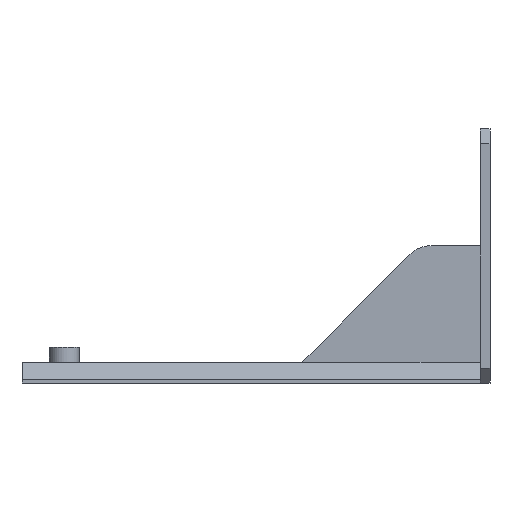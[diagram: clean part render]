
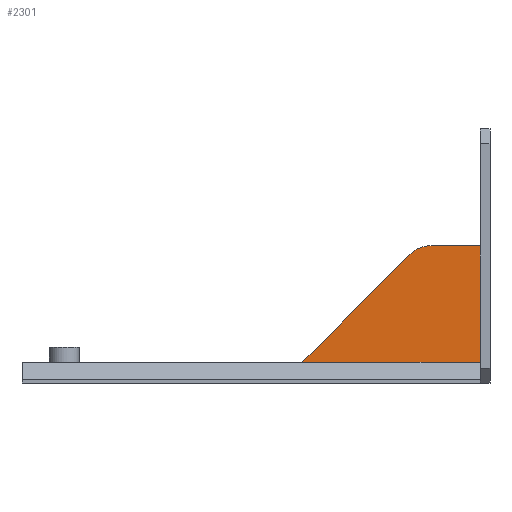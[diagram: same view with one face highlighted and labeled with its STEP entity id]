
A CAD part, front view. The second image highlights one B-rep face of the part: STEP entity #2301.
In plain terms, the highlighted planar face has unit normal (0, -1, 0).
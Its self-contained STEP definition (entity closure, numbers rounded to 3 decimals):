
#213=CIRCLE('',#2544,6.);
#339=FACE_OUTER_BOUND('',#480,.T.);
#480=EDGE_LOOP('',(#1984,#1985,#1986,#1987,#1988));
#682=LINE('',#3936,#891);
#685=LINE('',#3943,#894);
#689=LINE('',#3954,#898);
#690=LINE('',#3955,#899);
#891=VECTOR('',#3160,10.);
#894=VECTOR('',#3165,10.);
#898=VECTOR('',#3177,10.);
#899=VECTOR('',#3178,10.);
#1041=VERTEX_POINT('',#3698);
#1110=VERTEX_POINT('',#3935);
#1112=VERTEX_POINT('',#3941);
#1113=VERTEX_POINT('',#3942);
#1116=VERTEX_POINT('',#3953);
#1420=EDGE_CURVE('',#1110,#1041,#682,.T.);
#1423=EDGE_CURVE('',#1112,#1113,#685,.T.);
#1427=EDGE_CURVE('',#1112,#1110,#213,.T.);
#1429=EDGE_CURVE('',#1116,#1041,#689,.T.);
#1430=EDGE_CURVE('',#1113,#1116,#690,.T.);
#1984=ORIENTED_EDGE('',*,*,#1427,.T.);
#1985=ORIENTED_EDGE('',*,*,#1420,.T.);
#1986=ORIENTED_EDGE('',*,*,#1429,.F.);
#1987=ORIENTED_EDGE('',*,*,#1430,.F.);
#1988=ORIENTED_EDGE('',*,*,#1423,.F.);
#2178=PLANE('',#2546);
#2301=ADVANCED_FACE('',(#339),#2178,.T.);
#2544=AXIS2_PLACEMENT_3D('',#3950,#3171,#3172);
#2546=AXIS2_PLACEMENT_3D('',#3952,#3175,#3176);
#3160=DIRECTION('',(-0.707,0.,-0.707));
#3165=DIRECTION('',(1.,0.,0.));
#3171=DIRECTION('center_axis',(0.,-1.,0.));
#3172=DIRECTION('ref_axis',(0.,0.,
1.));
#3175=DIRECTION('center_axis',(0.,-1.,0.));
#3176=DIRECTION('ref_axis',(0.,0.,1.));
#3177=DIRECTION('',(-1.,0.,0.));
#3178=DIRECTION('',(0.,0.,-1.));
#3698=CARTESIAN_POINT('',(55.667,-75.885,7.167));
#3935=CARTESIAN_POINT('',(77.323,-75.885,28.824));
#3936=CARTESIAN_POINT('',(77.323,-75.885,28.824));
#3941=CARTESIAN_POINT('',(81.563,-75.885,30.581));
#3942=CARTESIAN_POINT('',(91.4,-75.885,30.586));
#3943=CARTESIAN_POINT('',(81.563,-75.885,30.581));
#3950=CARTESIAN_POINT('Origin',(81.566,-75.885,24.581));
#3952=CARTESIAN_POINT('Origin',(46.45,-75.885,28.504));
#3953=CARTESIAN_POINT('',(91.4,-75.885,7.167));
#3954=CARTESIAN_POINT('',(91.4,-75.885,7.167));
#3955=CARTESIAN_POINT('',(91.4,-75.885,28.504));
